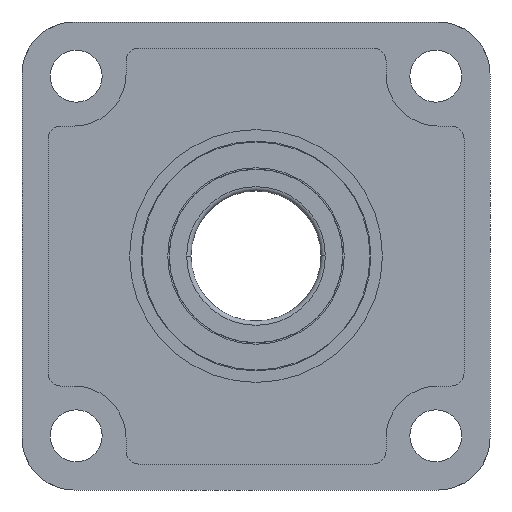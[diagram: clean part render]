
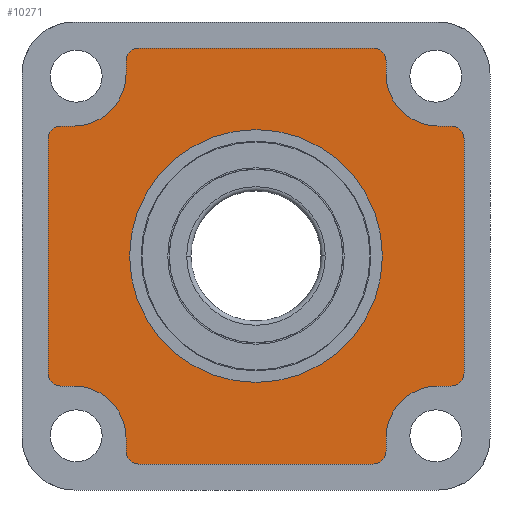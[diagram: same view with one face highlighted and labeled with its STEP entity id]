
A CAD part, front view. The second image highlights one B-rep face of the part: STEP entity #10271.
In plain terms, the highlighted planar face has unit normal (0, -1, 0).
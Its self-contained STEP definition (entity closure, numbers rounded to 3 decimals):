
#3598=CARTESIAN_POINT('',(0.,-8.,0.));
#3599=DIRECTION('',(0.,1.,0.));
#3600=DIRECTION('',(0.,0.,-1.));
#3601=AXIS2_PLACEMENT_3D('',#3598,#3599,#3600);
#3636=CARTESIAN_POINT('',(0.,-8.,0.));
#3637=DIRECTION('',(0.,1.,0.));
#3638=DIRECTION('',(0.,0.,1.));
#3639=AXIS2_PLACEMENT_3D('',#3636,#3637,#3638);
#3646=CARTESIAN_POINT('',(27.,-8.,-45.));
#3647=DIRECTION('',(0.,-1.,0.));
#3648=DIRECTION('',(0.,0.,-1.));
#3649=AXIS2_PLACEMENT_3D('',#3646,#3647,#3648);
#3651=DIRECTION('',(1.,0.,0.));
#3652=VECTOR('',#3651,54.);
#3653=CARTESIAN_POINT('',(-27.,-8.,-48.));
#3654=LINE('',#3653,#3652);
#3655=CARTESIAN_POINT('',(-27.,-8.,-45.));
#3656=DIRECTION('',(0.,-1.,0.));
#3657=DIRECTION('',(-1.,0.,0.));
#3658=AXIS2_PLACEMENT_3D('',#3655,#3656,#3657);
#3660=DIRECTION('',(0.,0.,-1.));
#3661=VECTOR('',#3660,3.);
#3662=CARTESIAN_POINT('',(-30.,-8.,-42.));
#3663=LINE('',#3662,#3661);
#3664=CARTESIAN_POINT('',(-42.,-8.,-42.));
#3665=DIRECTION('',(0.,1.,0.));
#3666=DIRECTION('',(0.,0.,1.));
#3667=AXIS2_PLACEMENT_3D('',#3664,#3665,#3666);
#3669=DIRECTION('',(1.,0.,0.));
#3670=VECTOR('',#3669,3.);
#3671=CARTESIAN_POINT('',(-45.,-8.,-30.));
#3672=LINE('',#3671,#3670);
#3673=CARTESIAN_POINT('',(-45.,-8.,-27.));
#3674=DIRECTION('',(0.,-1.,0.));
#3675=DIRECTION('',(-1.,0.,0.));
#3676=AXIS2_PLACEMENT_3D('',#3673,#3674,#3675);
#3678=DIRECTION('',(0.,0.,-1.));
#3679=VECTOR('',#3678,54.);
#3680=CARTESIAN_POINT('',(-48.,-8.,27.));
#3681=LINE('',#3680,#3679);
#3682=CARTESIAN_POINT('',(-45.,-8.,27.));
#3683=DIRECTION('',(0.,-1.,0.));
#3684=DIRECTION('',(0.,0.,1.));
#3685=AXIS2_PLACEMENT_3D('',#3682,#3683,#3684);
#3687=DIRECTION('',(-1.,0.,0.));
#3688=VECTOR('',#3687,3.);
#3689=CARTESIAN_POINT('',(-42.,-8.,30.));
#3690=LINE('',#3689,#3688);
#3691=CARTESIAN_POINT('',(-42.,-8.,42.));
#3692=DIRECTION('',(0.,1.,0.));
#3693=DIRECTION('',(1.,0.,0.));
#3694=AXIS2_PLACEMENT_3D('',#3691,#3692,#3693);
#3696=DIRECTION('',(0.,0.,-1.));
#3697=VECTOR('',#3696,3.);
#3698=CARTESIAN_POINT('',(-30.,-8.,45.));
#3699=LINE('',#3698,#3697);
#3700=CARTESIAN_POINT('',(-27.,-8.,45.));
#3701=DIRECTION('',(0.,-1.,0.));
#3702=DIRECTION('',(0.,0.,1.));
#3703=AXIS2_PLACEMENT_3D('',#3700,#3701,#3702);
#3705=DIRECTION('',(-1.,0.,0.));
#3706=VECTOR('',#3705,54.);
#3707=CARTESIAN_POINT('',(27.,-8.,48.));
#3708=LINE('',#3707,#3706);
#3709=CARTESIAN_POINT('',(27.,-8.,45.));
#3710=DIRECTION('',(0.,-1.,0.));
#3711=DIRECTION('',(1.,0.,0.));
#3712=AXIS2_PLACEMENT_3D('',#3709,#3710,#3711);
#3714=DIRECTION('',(0.,0.,1.));
#3715=VECTOR('',#3714,3.);
#3716=CARTESIAN_POINT('',(30.,-8.,42.));
#3717=LINE('',#3716,#3715);
#3718=CARTESIAN_POINT('',(42.,-8.,42.));
#3719=DIRECTION('',(0.,1.,0.));
#3720=DIRECTION('',(0.,0.,-1.));
#3721=AXIS2_PLACEMENT_3D('',#3718,#3719,#3720);
#3723=DIRECTION('',(-1.,0.,0.));
#3724=VECTOR('',#3723,3.);
#3725=CARTESIAN_POINT('',(45.,-8.,30.));
#3726=LINE('',#3725,#3724);
#3727=CARTESIAN_POINT('',(45.,-8.,27.));
#3728=DIRECTION('',(0.,-1.,0.));
#3729=DIRECTION('',(1.,0.,0.));
#3730=AXIS2_PLACEMENT_3D('',#3727,#3728,#3729);
#3732=DIRECTION('',(0.,0.,1.));
#3733=VECTOR('',#3732,54.);
#3734=CARTESIAN_POINT('',(48.,-8.,-27.));
#3735=LINE('',#3734,#3733);
#3736=CARTESIAN_POINT('',(45.,-8.,-27.));
#3737=DIRECTION('',(0.,-1.,0.));
#3738=DIRECTION('',(0.,0.,-1.));
#3739=AXIS2_PLACEMENT_3D('',#3736,#3737,#3738);
#3741=DIRECTION('',(1.,0.,0.));
#3742=VECTOR('',#3741,3.);
#3743=CARTESIAN_POINT('',(42.,-8.,-30.));
#3744=LINE('',#3743,#3742);
#3745=CARTESIAN_POINT('',(42.,-8.,-42.));
#3746=DIRECTION('',(0.,1.,0.));
#3747=DIRECTION('',(-1.,0.,0.));
#3748=AXIS2_PLACEMENT_3D('',#3745,#3746,#3747);
#3750=DIRECTION('',(0.,0.,1.));
#3751=VECTOR('',#3750,3.);
#3752=CARTESIAN_POINT('',(30.,-8.,-45.));
#3753=LINE('',#3752,#3751);
#4029=CARTESIAN_POINT('',(30.,-8.,-42.));
#4030=CARTESIAN_POINT('',(42.,-8.,-30.));
#4031=VERTEX_POINT('',#4029);
#4032=VERTEX_POINT('',#4030);
#4033=CARTESIAN_POINT('',(42.,-8.,30.));
#4034=CARTESIAN_POINT('',(30.,-8.,42.));
#4035=VERTEX_POINT('',#4033);
#4036=VERTEX_POINT('',#4034);
#4037=CARTESIAN_POINT('',(-30.,-8.,42.));
#4038=CARTESIAN_POINT('',(-42.,-8.,30.));
#4039=VERTEX_POINT('',#4037);
#4040=VERTEX_POINT('',#4038);
#4041=CARTESIAN_POINT('',(-42.,-8.,-30.));
#4042=CARTESIAN_POINT('',(-30.,-8.,-42.));
#4043=VERTEX_POINT('',#4041);
#4044=VERTEX_POINT('',#4042);
#4061=CARTESIAN_POINT('',(0.,-8.,-29.168));
#4062=CARTESIAN_POINT('',(0.,-8.,29.168));
#4063=VERTEX_POINT('',#4061);
#4064=VERTEX_POINT('',#4062);
#4065=CARTESIAN_POINT('',(27.,-8.,-48.));
#4066=CARTESIAN_POINT('',(30.,-8.,-45.));
#4067=VERTEX_POINT('',#4065);
#4068=VERTEX_POINT('',#4066);
#4073=CARTESIAN_POINT('',(-30.,-8.,-45.));
#4074=CARTESIAN_POINT('',(-27.,-8.,-48.));
#4075=VERTEX_POINT('',#4073);
#4076=VERTEX_POINT('',#4074);
#4081=CARTESIAN_POINT('',(-48.,-8.,-27.));
#4082=CARTESIAN_POINT('',(-45.,-8.,-30.));
#4083=VERTEX_POINT('',#4081);
#4084=VERTEX_POINT('',#4082);
#4089=CARTESIAN_POINT('',(-45.,-8.,30.));
#4090=CARTESIAN_POINT('',(-48.,-8.,27.));
#4091=VERTEX_POINT('',#4089);
#4092=VERTEX_POINT('',#4090);
#4097=CARTESIAN_POINT('',(-27.,-8.,48.));
#4098=CARTESIAN_POINT('',(-30.,-8.,45.));
#4099=VERTEX_POINT('',#4097);
#4100=VERTEX_POINT('',#4098);
#4105=CARTESIAN_POINT('',(30.,-8.,45.));
#4106=CARTESIAN_POINT('',(27.,-8.,48.));
#4107=VERTEX_POINT('',#4105);
#4108=VERTEX_POINT('',#4106);
#4113=CARTESIAN_POINT('',(48.,-8.,27.));
#4114=CARTESIAN_POINT('',(45.,-8.,30.));
#4115=VERTEX_POINT('',#4113);
#4116=VERTEX_POINT('',#4114);
#4121=CARTESIAN_POINT('',(45.,-8.,-30.));
#4122=CARTESIAN_POINT('',(48.,-8.,-27.));
#4123=VERTEX_POINT('',#4121);
#4124=VERTEX_POINT('',#4122);
#10212=CARTESIAN_POINT('',(0.,-8.,0.));
#10213=DIRECTION('',(0.,-1.,0.));
#10214=DIRECTION('',(-1.,0.,0.));
#10215=AXIS2_PLACEMENT_3D('',#10212,#10213,#10214);
#10216=PLANE('',#10215);
#10218=ORIENTED_EDGE('',*,*,#10217,.F.);
#10220=ORIENTED_EDGE('',*,*,#10219,.F.);
#10222=ORIENTED_EDGE('',*,*,#10221,.F.);
#10224=ORIENTED_EDGE('',*,*,#10223,.F.);
#10226=ORIENTED_EDGE('',*,*,#10225,.F.);
#10228=ORIENTED_EDGE('',*,*,#10227,.F.);
#10230=ORIENTED_EDGE('',*,*,#10229,.F.);
#10232=ORIENTED_EDGE('',*,*,#10231,.F.);
#10234=ORIENTED_EDGE('',*,*,#10233,.F.);
#10236=ORIENTED_EDGE('',*,*,#10235,.F.);
#10238=ORIENTED_EDGE('',*,*,#10237,.F.);
#10240=ORIENTED_EDGE('',*,*,#10239,.F.);
#10242=ORIENTED_EDGE('',*,*,#10241,.F.);
#10244=ORIENTED_EDGE('',*,*,#10243,.F.);
#10246=ORIENTED_EDGE('',*,*,#10245,.F.);
#10248=ORIENTED_EDGE('',*,*,#10247,.F.);
#10250=ORIENTED_EDGE('',*,*,#10249,.F.);
#10252=ORIENTED_EDGE('',*,*,#10251,.F.);
#10254=ORIENTED_EDGE('',*,*,#10253,.F.);
#10256=ORIENTED_EDGE('',*,*,#10255,.F.);
#10258=ORIENTED_EDGE('',*,*,#10257,.F.);
#10260=ORIENTED_EDGE('',*,*,#10259,.F.);
#10262=ORIENTED_EDGE('',*,*,#10261,.F.);
#10264=ORIENTED_EDGE('',*,*,#10263,.F.);
#10265=EDGE_LOOP('',(#10218,#10220,#10222,#10224,#10226,#10228,#10230,#10232,
#10234,#10236,#10238,#10240,#10242,#10244,#10246,#10248,#10250,#10252,#10254,
#10256,#10258,#10260,#10262,#10264));
#10266=FACE_OUTER_BOUND('',#10265,.F.);
#10267=ORIENTED_EDGE('',*,*,#10159,.F.);
#10268=ORIENTED_EDGE('',*,*,#10206,.F.);
#10269=EDGE_LOOP('',(#10267,#10268));
#10270=FACE_BOUND('',#10269,.F.);
#10271=ADVANCED_FACE('',(#10266,#10270),#10216,.T.);
#3602=CIRCLE('',#3601,29.168);
#3640=CIRCLE('',#3639,29.168);
#3650=CIRCLE('',#3649,3.);
#3659=CIRCLE('',#3658,3.);
#3668=CIRCLE('',#3667,12.);
#3677=CIRCLE('',#3676,3.);
#3686=CIRCLE('',#3685,3.);
#3695=CIRCLE('',#3694,12.);
#3704=CIRCLE('',#3703,3.);
#3713=CIRCLE('',#3712,3.);
#3722=CIRCLE('',#3721,12.);
#3731=CIRCLE('',#3730,3.);
#3740=CIRCLE('',#3739,3.);
#3749=CIRCLE('',#3748,12.);
#10159=EDGE_CURVE('',#4063,#4064,#3602,.T.);
#10206=EDGE_CURVE('',#4064,#4063,#3640,.T.);
#10217=EDGE_CURVE('',#4067,#4068,#3650,.T.);
#10219=EDGE_CURVE('',#4076,#4067,#3654,.T.);
#10221=EDGE_CURVE('',#4075,#4076,#3659,.T.);
#10223=EDGE_CURVE('',#4044,#4075,#3663,.T.);
#10225=EDGE_CURVE('',#4043,#4044,#3668,.T.);
#10227=EDGE_CURVE('',#4084,#4043,#3672,.T.);
#10229=EDGE_CURVE('',#4083,#4084,#3677,.T.);
#10231=EDGE_CURVE('',#4092,#4083,#3681,.T.);
#10233=EDGE_CURVE('',#4091,#4092,#3686,.T.);
#10235=EDGE_CURVE('',#4040,#4091,#3690,.T.);
#10237=EDGE_CURVE('',#4039,#4040,#3695,.T.);
#10239=EDGE_CURVE('',#4100,#4039,#3699,.T.);
#10241=EDGE_CURVE('',#4099,#4100,#3704,.T.);
#10243=EDGE_CURVE('',#4108,#4099,#3708,.T.);
#10245=EDGE_CURVE('',#4107,#4108,#3713,.T.);
#10247=EDGE_CURVE('',#4036,#4107,#3717,.T.);
#10249=EDGE_CURVE('',#4035,#4036,#3722,.T.);
#10251=EDGE_CURVE('',#4116,#4035,#3726,.T.);
#10253=EDGE_CURVE('',#4115,#4116,#3731,.T.);
#10255=EDGE_CURVE('',#4124,#4115,#3735,.T.);
#10257=EDGE_CURVE('',#4123,#4124,#3740,.T.);
#10259=EDGE_CURVE('',#4032,#4123,#3744,.T.);
#10261=EDGE_CURVE('',#4031,#4032,#3749,.T.);
#10263=EDGE_CURVE('',#4068,#4031,#3753,.T.);
